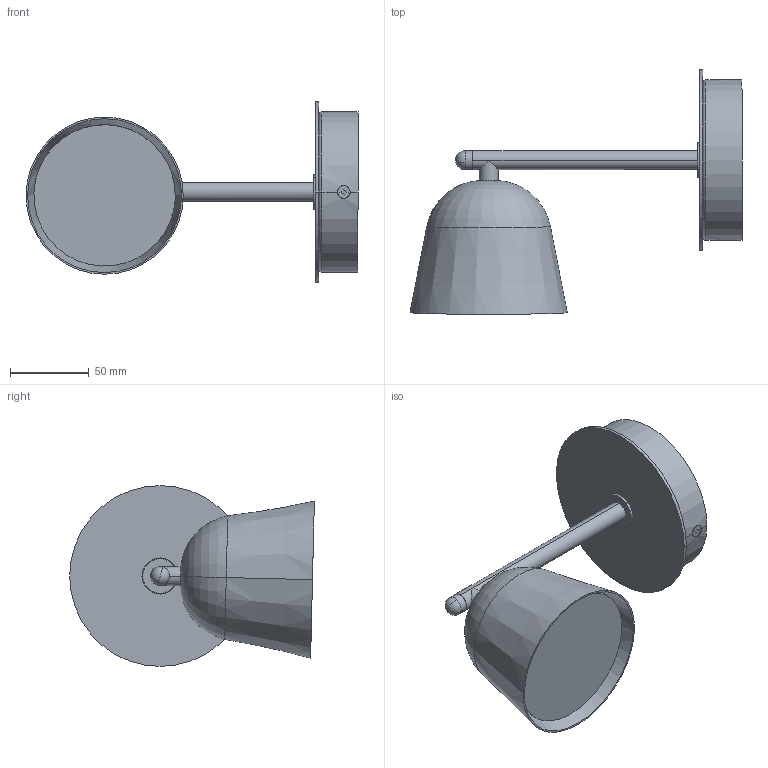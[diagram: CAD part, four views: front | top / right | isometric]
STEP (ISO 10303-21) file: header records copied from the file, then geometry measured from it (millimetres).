
FILE_DESCRIPTION (( 'STEP AP214' ), '1' );
FILE_NAME ('LIGHTO A.STEP', '2021-03-31T07:47:06', ( 'Josep Sancho' ), ( '' ), 'SwSTEP 2.0', 'SolidWorks 2013', '' );
FILE_SCHEMA (( 'AUTOMOTIVE_DESIGN' ));
Length unit declared in the file: millimetre
Products named in the file (19): REPULSADO DIAM.102X25MM T.10,25 2XDIAM.4.5; TUBO PIPA SOLDADO LIGHTOLIGHT AII; 026601300000 - ROSQUETA FRESADA M10 100X35MM; ARANDELA PARA PIPA; 017700900000 - MANGUITO DIAM.12X13MM M10-100; 022601600102 - ARAND PLANA DIN125A 10 HIERRO ZINCADO; 022611400143 - ARANDELA ANTIGIRO DIAM.22X2MM PROTEGIDO; 054102800000 - TAPON FINAL DIAM.12X16MM; ARANDELA MUELLE DIAM.10,5; TUBO PIPA SOLDADO AII; TUERCA AUTOBLOCANTE DIN985 M10X1 ACERO ZINCADO; 026714500000 - DISCO DIAM.115X2MM T.10,25 FRESADO 3XM4; 022611500000 - ARANDELA POLIET. DIAM.20X1,2MM DIAM.INT.10 NEUTRO; LIGHTO A; 067605400140 - DIFUSOR PMMA DIAM.90X3MM HIELO MATE 1 CARA; 021602500101 - TORNILLO DIN7991 M4X10 PAVONADO; 013100100105 - PASACABLES POLIETILENO TRANSP. DIAM.9X10,5MM; 057607000143 - SOPORTE PARED DIAM.98X1,5MM 2XM4 PROTEGIDO; 060704300000 - REPULSADO FE DIAM.100X84MM
Assembly tree (19 placements, depth 3):
  LIGHTO A
    026714500000 - DISCO DIAM.115X2MM T.10,25 FRESADO 3XM4
    TUBO PIPA SOLDADO LIGHTOLIGHT AII
      TUBO PIPA SOLDADO AII
      054102800000 - TAPON FINAL DIAM.12X16MM
      017700900000 - MANGUITO DIAM.12X13MM M10-100
      ARANDELA PARA PIPA
      026601300000 - ROSQUETA FRESADA M10 100X35MM
    REPULSADO DIAM.102X25MM T.10,25 2XDIAM.4.5
    060704300000 - REPULSADO FE DIAM.100X84MM
    057607000143 - SOPORTE PARED DIAM.98X1,5MM 2XM4 PROTEGIDO
    013100100105 - PASACABLES POLIETILENO TRANSP. DIAM.9X10,5MM
    021602500101 - TORNILLO DIN7991 M4X10 PAVONADO  x2
    067605400140 - DIFUSOR PMMA DIAM.90X3MM HIELO MATE 1 CARA
    022611500000 - ARANDELA POLIET. DIAM.20X1,2MM DIAM.INT.10 NEUTRO
    TUERCA AUTOBLOCANTE DIN985 M10X1 ACERO ZINCADO
    ARANDELA MUELLE DIAM.10,5
    022611400143 - ARANDELA ANTIGIRO DIAM.22X2MM PROTEGIDO
    022601600102 - ARAND PLANA DIN125A 10 HIERRO ZINCADO
Bounding box: 211.2 x 155.66 x 115 mm (x, y, z)
Volume: 98885.3 mm3; surface area: 141083.1 mm2
Topology: 18 solids, 18 shells, 271 faces, 643 edges, 412 vertices
Faces by surface type: cylinder 130, plane 105, cone 20, torus 10, bspline 4, sphere 2
Entity records: 9331 total; most frequent: CARTESIAN_POINT 2299, DIRECTION 1362, ORIENTED_EDGE 1210, EDGE_CURVE 605, AXIS2_PLACEMENT_3D 534, VERTEX_POINT 390, EDGE_LOOP 317, LINE 294
